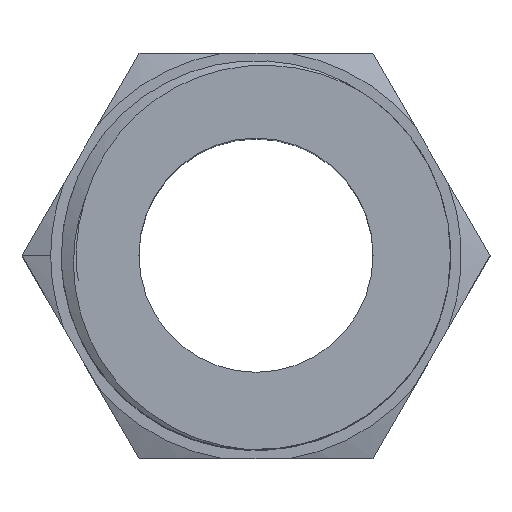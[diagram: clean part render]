
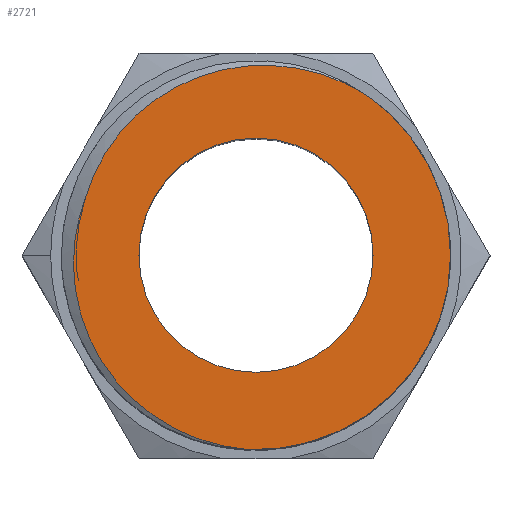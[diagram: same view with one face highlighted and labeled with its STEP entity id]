
A CAD part, top view. The second image highlights one B-rep face of the part: STEP entity #2721.
In plain terms, the highlighted planar face has unit normal (0, 0, 1).
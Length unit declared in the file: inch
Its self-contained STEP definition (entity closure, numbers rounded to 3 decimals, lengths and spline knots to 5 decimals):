
#9 = EDGE_LOOP ( 'NONE', ( #343, #2199 ) ) ;
#11 = CARTESIAN_POINT ( 'NONE',  ( 0.0303, 0.263, 0.74 ) ) ;
#15 = CARTESIAN_POINT ( 'NONE',  ( -0.0217, -0.26892, 0.74 ) ) ;
#26 = CARTESIAN_POINT ( 'NONE',  ( -0.16612, -0.20398, 0.74 ) ) ;
#39 = CARTESIAN_POINT ( 'NONE',  ( -0.2526, 0.01142, 0.74 ) ) ;
#47 = CARTESIAN_POINT ( 'NONE',  ( 0.27, 0., 0.74 ) ) ;
#92 = CARTESIAN_POINT ( 'NONE',  ( -0.1625, 0., 0.74 ) ) ;
#102 = VERTEX_POINT ( 'NONE', #1181 ) ;
#178 = ORIENTED_EDGE ( 'NONE', *, *, #877, .F. ) ;
#273 = DIRECTION ( 'NONE',  ( 0., 0., 1. ) ) ;
#274 = CIRCLE ( 'NONE', #2640, 0.27 ) ;
#287 = AXIS2_PLACEMENT_3D ( 'NONE', #1041, #3195, #1349 ) ;
#292 = VERTEX_POINT ( 'NONE', #1750 ) ;
#315 = CARTESIAN_POINT ( 'NONE',  ( -0.16312, 0.19713, 0.74 ) ) ;
#329 = CARTESIAN_POINT ( 'NONE',  ( 0.07984, 0.2552, 0.74 ) ) ;
#340 = CARTESIAN_POINT ( 'NONE',  ( -0.18738, -0.18292, 0.74 ) ) ;
#343 = ORIENTED_EDGE ( 'NONE', *, *, #594, .T. ) ;
#357 = CARTESIAN_POINT ( 'NONE',  ( -0.24386, 0.06072, 0.74 ) ) ;
#594 = EDGE_CURVE ( 'NONE', #1215, #102, #2642, .T. ) ;
#625 = CARTESIAN_POINT ( 'NONE',  ( -0.23654, 0.0796, 0.74 ) ) ;
#637 = CARTESIAN_POINT ( 'NONE',  ( -0.13172, 0.2218, 0.74 ) ) ;
#648 = CARTESIAN_POINT ( 'NONE',  ( 0.13551, 0.23344, 0.74 ) ) ;
#665 = CARTESIAN_POINT ( 'NONE',  ( -0.20624, -0.15934, 0.74 ) ) ;
#809 = FACE_BOUND ( 'NONE', #9, .T. ) ;
#877 = EDGE_CURVE ( 'NONE', #1126, #3988, #2349, .T. ) ;
#914 = CARTESIAN_POINT ( 'NONE',  ( -0.23654, 0.0796, 0.74 ) ) ;
#949 = CARTESIAN_POINT ( 'NONE',  ( -0.09647, 0.24072, 0.74 ) ) ;
#962 = CARTESIAN_POINT ( 'NONE',  ( -0.05145, -0.26359, 0.74 ) ) ;
#970 = CARTESIAN_POINT ( 'NONE',  ( -0.23155, -0.11617, 0.74 ) ) ;
#1027 = AXIS2_PLACEMENT_3D ( 'NONE', #1689, #3863, #2008 ) ;
#1041 = CARTESIAN_POINT ( 'NONE',  ( 0., 0., 0.74 ) ) ;
#1126 = VERTEX_POINT ( 'NONE', #1902 ) ;
#1181 = CARTESIAN_POINT ( 'NONE',  ( 0.1625, 0., 0.74 ) ) ;
#1215 = VERTEX_POINT ( 'NONE', #92 ) ;
#1225 = ORIENTED_EDGE ( 'NONE', *, *, #2516, .T. ) ;
#1246 = CARTESIAN_POINT ( 'NONE',  ( -0.23376, 0.0893, 0.74 ) ) ;
#1258 = CARTESIAN_POINT ( 'NONE',  ( -0.05899, 0.2549, 0.74 ) ) ;
#1263 = EDGE_CURVE ( 'NONE', #2878, #292, #2589, .T. ) ;
#1268 = CARTESIAN_POINT ( 'NONE',  ( -0.09002, -0.25184, 0.74 ) ) ;
#1283 = CARTESIAN_POINT ( 'NONE',  ( -0.24455, -0.07809, 0.74 ) ) ;
#1349 = DIRECTION ( 'NONE',  ( 1., 0., 0. ) ) ;
#1554 = CARTESIAN_POINT ( 'NONE',  ( -0.22258, 0.11728, 0.74 ) ) ;
#1565 = CARTESIAN_POINT ( 'NONE',  ( -0.00969, 0.26296, 0.74 ) ) ;
#1581 = CARTESIAN_POINT ( 'NONE',  ( -0.13407, -0.2283, 0.74 ) ) ;
#1588 = CARTESIAN_POINT ( 'NONE',  ( 0., 0., 0.74 ) ) ;
#1592 = CARTESIAN_POINT ( 'NONE',  ( -0.25239, -0.03878, 0.74 ) ) ;
#1614 = DIRECTION ( 'NONE',  ( 0., 0., -1. ) ) ;
#1637 = AXIS2_PLACEMENT_3D ( 'NONE', #2144, #273, #2774 ) ;
#1689 = CARTESIAN_POINT ( 'NONE',  ( 0., 0., 0.74 ) ) ;
#1750 = CARTESIAN_POINT ( 'NONE',  ( 0.15261, 0.22273, 0.74 ) ) ;
#1858 = CARTESIAN_POINT ( 'NONE',  ( -0.2031, 0.15246, 0.74 ) ) ;
#1872 = CARTESIAN_POINT ( 'NONE',  ( 0.02036, 0.26355, 0.74 ) ) ;
#1888 = CARTESIAN_POINT ( 'NONE',  ( -0.15851, -0.21047, 0.74 ) ) ;
#1894 = DIRECTION ( 'NONE',  ( 1., 0., 0. ) ) ;
#1899 = CARTESIAN_POINT ( 'NONE',  ( -0.25327, 0.00127, 0.74 ) ) ;
#1902 = CARTESIAN_POINT ( 'NONE',  ( -0.01162, -0.26975, 0.74 ) ) ;
#2008 = DIRECTION ( 'NONE',  ( -1., 0., 0. ) ) ;
#2144 = CARTESIAN_POINT ( 'NONE',  ( 0., 0., 0.74 ) ) ;
#2181 = CARTESIAN_POINT ( 'NONE',  ( -0.17052, 0.19019, 0.74 ) ) ;
#2191 = CARTESIAN_POINT ( 'NONE',  ( 0.06, 0.2597, 0.74 ) ) ;
#2193 = CARTESIAN_POINT ( 'NONE',  ( -0.01162, -0.26975, 0.74 ) ) ;
#2199 = ORIENTED_EDGE ( 'NONE', *, *, #2665, .T. ) ;
#2210 = CARTESIAN_POINT ( 'NONE',  ( -0.18055, -0.1902, 0.74 ) ) ;
#2223 = CARTESIAN_POINT ( 'NONE',  ( -0.24877, 0.04131, 0.74 ) ) ;
#2349 = B_SPLINE_CURVE_WITH_KNOTS ( 'NONE', 3,
 ( #2193, #15, #2822, #962, #3120, #1268, #3431, #1581, #3750, #1888, #26, #2210, #340, #2520, #665, #2834, #970, #3135, #1283, #3444, #1592, #3765, #1899, #39, #2223, #357, #2531 ),
 .UNSPECIFIED., .F., .F.,
 ( 4, 2, 2, 2, 2, 2, 2, 2, 2, 2, 1, 2, 2, 4 ),
 ( 0., 0.00077, 0.00154, 0.00307, 0.00384, 0.00461, 0.00537, 0.00614, 0.00768, 0.00844, 0.00921, 0.00998, 0.01075, 0.01228 ),
 .UNSPECIFIED. ) ;
#2405 = ORIENTED_EDGE ( 'NONE', *, *, #1263, .T. ) ;
#2496 = CARTESIAN_POINT ( 'NONE',  ( -0.14775, 0.20994, 0.74 ) ) ;
#2508 = CARTESIAN_POINT ( 'NONE',  ( 0.11753, 0.24205, 0.74 ) ) ;
#2516 = EDGE_CURVE ( 'NONE', #1126, #2878, #274, .T. ) ;
#2520 = CARTESIAN_POINT ( 'NONE',  ( -0.20021, -0.16752, 0.74 ) ) ;
#2531 = CARTESIAN_POINT ( 'NONE',  ( -0.23654, 0.0796, 0.74 ) ) ;
#2561 = CIRCLE ( 'NONE', #3591, 0.1625 ) ;
#2570 = PLANE ( 'NONE',  #1637 ) ;
#2589 = CIRCLE ( 'NONE', #287, 0.27 ) ;
#2640 = AXIS2_PLACEMENT_3D ( 'NONE', #1588, #3760, #1894 ) ;
#2642 = CIRCLE ( 'NONE', #1027, 0.1625 ) ;
#2665 = EDGE_CURVE ( 'NONE', #102, #1215, #2561, .T. ) ;
#2721 = ADVANCED_FACE ( 'NONE', ( #4005, #809 ), #2570, .T. ) ;
#2759 = EDGE_CURVE ( 'NONE', #3988, #292, #3429, .T. ) ;
#2774 = DIRECTION ( 'NONE',  ( 1., 0., 0. ) ) ;
#2811 = CARTESIAN_POINT ( 'NONE',  ( -0.11442, 0.23174, 0.74 ) ) ;
#2821 = CARTESIAN_POINT ( 'NONE',  ( 0.15261, 0.22273, 0.74 ) ) ;
#2822 = CARTESIAN_POINT ( 'NONE',  ( -0.03168, -0.26752, 0.74 ) ) ;
#2834 = CARTESIAN_POINT ( 'NONE',  ( -0.2227, -0.13405, 0.74 ) ) ;
#2878 = VERTEX_POINT ( 'NONE', #47 ) ;
#3102 = CARTESIAN_POINT ( 'NONE',  ( -0.08717, 0.24471, 0.74 ) ) ;
#3120 = CARTESIAN_POINT ( 'NONE',  ( -0.06128, -0.26105, 0.74 ) ) ;
#3135 = CARTESIAN_POINT ( 'NONE',  ( -0.24169, -0.08785, 0.74 ) ) ;
#3195 = DIRECTION ( 'NONE',  ( 0., 0., 1. ) ) ;
#3343 = ORIENTED_EDGE ( 'NONE', *, *, #2759, .F. ) ;
#3400 = CARTESIAN_POINT ( 'NONE',  ( -0.2304, 0.09878, 0.74 ) ) ;
#3417 = CARTESIAN_POINT ( 'NONE',  ( -0.03963, 0.25948, 0.74 ) ) ;
#3429 = B_SPLINE_CURVE_WITH_KNOTS ( 'NONE', 3,
 ( #625, #1246, #3400, #1554, #3721, #1858, #4021, #2181, #315, #2496, #637, #2811, #949, #3102, #1258, #3417, #1565, #3735, #1872, #11, #2191, #329, #2508, #648, #2821 ),
 .UNSPECIFIED., .F., .F.,
 ( 4, 2, 2, 2, 2, 1, 2, 2, 2, 2, 2, 2, 4 ),
 ( 0., 0.00077, 0.00153, 0.00306, 0.00383, 0.00459, 0.00536, 0.00612, 0.00765, 0.00842, 0.00918, 0.01071, 0.01224 ),
 .UNSPECIFIED. ) ;
#3431 = CARTESIAN_POINT ( 'NONE',  ( -0.10821, -0.24364, 0.74 ) ) ;
#3444 = CARTESIAN_POINT ( 'NONE',  ( -0.24906, -0.0585, 0.74 ) ) ;
#3467 = CARTESIAN_POINT ( 'NONE',  ( 0., 0., 0.74 ) ) ;
#3591 = AXIS2_PLACEMENT_3D ( 'NONE', #3467, #1614, #3783 ) ;
#3721 = CARTESIAN_POINT ( 'NONE',  ( -0.21808, 0.12635, 0.74 ) ) ;
#3735 = CARTESIAN_POINT ( 'NONE',  ( 0.0004, 0.26353, 0.74 ) ) ;
#3750 = CARTESIAN_POINT ( 'NONE',  ( -0.14249, -0.22263, 0.74 ) ) ;
#3760 = DIRECTION ( 'NONE',  ( 0., 0., 1. ) ) ;
#3765 = CARTESIAN_POINT ( 'NONE',  ( -0.25342, -0.01882, 0.74 ) ) ;
#3783 = DIRECTION ( 'NONE',  ( -1., 0., 0. ) ) ;
#3863 = DIRECTION ( 'NONE',  ( 0., 0., -1. ) ) ;
#3950 = EDGE_LOOP ( 'NONE', ( #178, #1225, #2405, #3343 ) ) ;
#3988 = VERTEX_POINT ( 'NONE', #914 ) ;
#4005 = FACE_OUTER_BOUND ( 'NONE', #3950, .T. ) ;
#4021 = CARTESIAN_POINT ( 'NONE',  ( -0.1912, 0.16841, 0.74 ) ) ;
